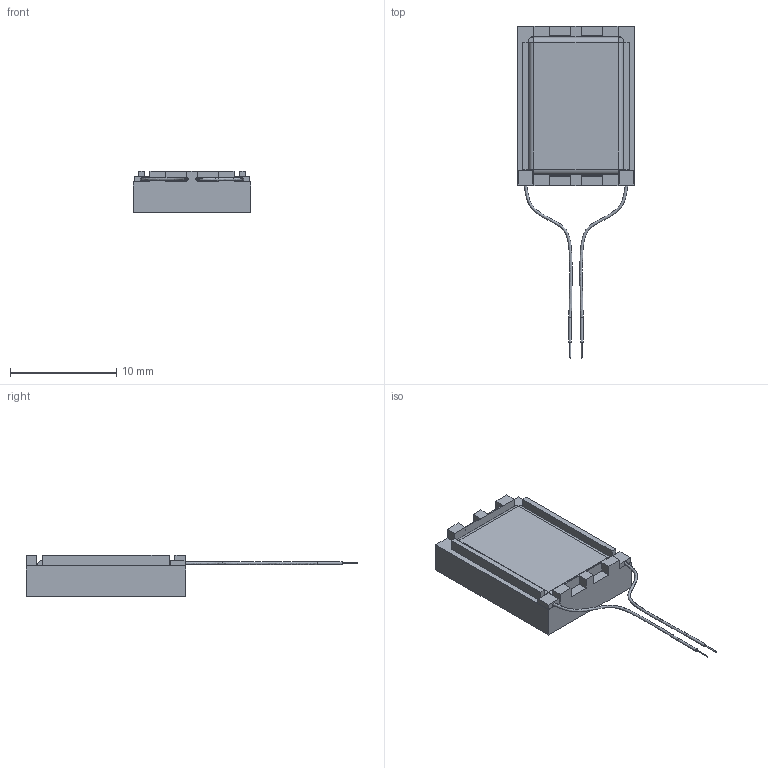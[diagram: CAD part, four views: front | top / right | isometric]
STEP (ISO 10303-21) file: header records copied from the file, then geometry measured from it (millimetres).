
FILE_DESCRIPTION(/* description */ ('Alibre Inc.'),/* implementation_level */ '2;1');
FILE_NAME(/* name */ 'export0',/* time_stamp */ '2018-11-01T08:05:39-05:00',/* author */ (''),/* organization */ (''),/* preprocessor_version */ 'ST-DEVELOPER v17',/* originating_system */ 'Alibre',/* authorisation */ '');
FILE_SCHEMA (('CONFIG_CONTROL_DESIGN'));
Length unit declared in the file: millimetre
Products named in the file (1): ID_1
Bounding box: 11 x 31.21 x 3.9 mm (x, y, z)
Volume: 405.9 mm3; surface area: 814.8 mm2
Topology: 2 solids, 2 shells, 107 faces, 282 edges, 184 vertices
Faces by surface type: plane 85, cylinder 18, extrusion 2, bspline 2
Full cylindrical faces by diameter (mm): 0.099 x2
Entity records: 3388 total; most frequent: CARTESIAN_POINT 770, ORIENTED_EDGE 552, DIRECTION 428, EDGE_CURVE 276, VECTOR 226, LINE 224, VERTEX_POINT 182, AXIS2_PLACEMENT_3D 142
